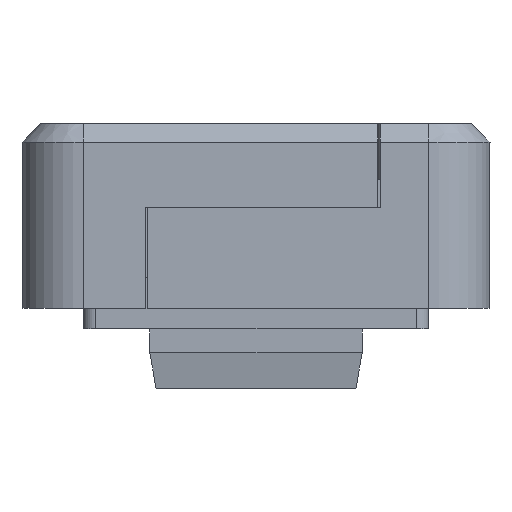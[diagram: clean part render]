
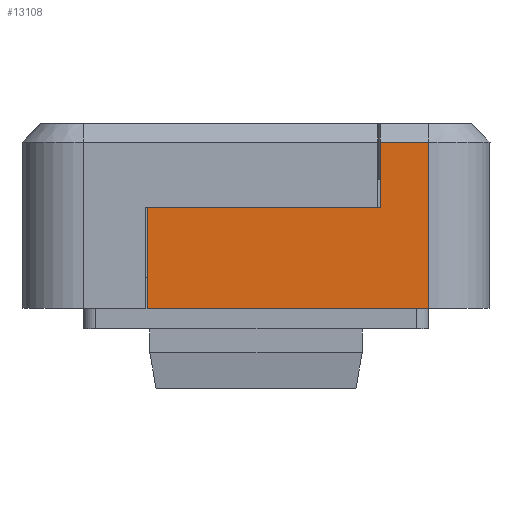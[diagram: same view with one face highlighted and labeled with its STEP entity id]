
A CAD part, left-side view. The second image highlights one B-rep face of the part: STEP entity #13108.
In plain terms, the highlighted planar face has unit normal (-1, 0, 0).
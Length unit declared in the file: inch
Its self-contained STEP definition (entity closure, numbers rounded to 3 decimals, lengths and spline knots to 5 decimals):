
#35 = EDGE_LOOP ( 'NONE', ( #14466, #1958, #14695, #8971, #4003, #8230 ) ) ;
#623 = CARTESIAN_POINT ( 'NONE',  ( 0., -1.49606, -0.59055 ) ) ;
#1715 = CARTESIAN_POINT ( 'NONE',  ( 0., 0.4252, -0.26772 ) ) ;
#1858 = VERTEX_POINT ( 'NONE', #8585 ) ;
#1958 = ORIENTED_EDGE ( 'NONE', *, *, #4475, .T. ) ;
#2029 = VECTOR ( 'NONE', #8896, 39.37008 ) ;
#2806 = CARTESIAN_POINT ( 'NONE',  ( 0., -1.29714, -0.05906 ) ) ;
#2985 = VECTOR ( 'NONE', #7471, 39.37008 ) ;
#3108 = LINE ( 'NONE', #2806, #13058 ) ;
#3860 = CARTESIAN_POINT ( 'NONE',  ( 0., -1.29921, -0.59055 ) ) ;
#3878 = LINE ( 'NONE', #5217, #4036 ) ;
#4003 = ORIENTED_EDGE ( 'NONE', *, *, #4356, .T. ) ;
#4036 = VECTOR ( 'NONE', #5060, 39.37008 ) ;
#4055 = CARTESIAN_POINT ( 'NONE',  ( 0., -1.29921, -0.05906 ) ) ;
#4356 = EDGE_CURVE ( 'NONE', #8669, #5512, #14376, .T. ) ;
#4413 = CARTESIAN_POINT ( 'NONE',  ( 0., -1.29921, -0.59055 ) ) ;
#4475 = EDGE_CURVE ( 'NONE', #6303, #7408, #5600, .T. ) ;
#4595 = EDGE_CURVE ( 'NONE', #13224, #6303, #9257, .T. ) ;
#4844 = CARTESIAN_POINT ( 'NONE',  ( 0., -1.49606, -0.59055 ) ) ;
#4984 = EDGE_CURVE ( 'NONE', #1858, #8669, #11747, .T. ) ;
#5060 = DIRECTION ( 'NONE',  ( 0., 0., -1. ) ) ;
#5181 = DIRECTION ( 'NONE',  ( -1., 0., 0. ) ) ;
#5217 = CARTESIAN_POINT ( 'NONE',  ( 0., -0.40157, -0.59055 ) ) ;
#5512 = VERTEX_POINT ( 'NONE', #13137 ) ;
#5600 = LINE ( 'NONE', #4413, #2029 ) ;
#6109 = DIRECTION ( 'NONE',  ( 0., -1., 0. ) ) ;
#6303 = VERTEX_POINT ( 'NONE', #3860 ) ;
#7149 = CARTESIAN_POINT ( 'NONE',  ( 0., -1.14567, -0.26772 ) ) ;
#7408 = VERTEX_POINT ( 'NONE', #4055 ) ;
#7471 = DIRECTION ( 'NONE',  ( 0., 1., 0. ) ) ;
#8230 = ORIENTED_EDGE ( 'NONE', *, *, #10948, .T. ) ;
#8261 = CARTESIAN_POINT ( 'NONE',  ( 0., -1.14567, -0.12402 ) ) ;
#8484 = DIRECTION ( 'NONE',  ( 0., -1., 0. ) ) ;
#8585 = CARTESIAN_POINT ( 'NONE',  ( 0., -1.14567, -0.05906 ) ) ;
#8669 = VERTEX_POINT ( 'NONE', #7149 ) ;
#8896 = DIRECTION ( 'NONE',  ( 0., 0., 1. ) ) ;
#8960 = VECTOR ( 'NONE', #6109, 39.37008 ) ;
#8971 = ORIENTED_EDGE ( 'NONE', *, *, #4984, .T. ) ;
#9141 = CARTESIAN_POINT ( 'NONE',  ( 0., -0.40157, -0.59055 ) ) ;
#9257 = LINE ( 'NONE', #4844, #8960 ) ;
#10480 = DIRECTION ( 'NONE',  ( 0., 0., -1. ) ) ;
#10835 = EDGE_CURVE ( 'NONE', #1858, #7408, #3108, .T. ) ;
#10840 = FACE_OUTER_BOUND ( 'NONE', #35, .T. ) ;
#10948 = EDGE_CURVE ( 'NONE', #5512, #13224, #3878, .T. ) ;
#11747 = LINE ( 'NONE', #8261, #14163 ) ;
#12862 = AXIS2_PLACEMENT_3D ( 'NONE', #623, #5181, #14329 ) ;
#13058 = VECTOR ( 'NONE', #8484, 39.37008 ) ;
#13108 = ADVANCED_FACE ( 'NONE', ( #10840 ), #13293, .T. ) ;
#13137 = CARTESIAN_POINT ( 'NONE',  ( 0., -0.40157, -0.26772 ) ) ;
#13224 = VERTEX_POINT ( 'NONE', #9141 ) ;
#13293 = PLANE ( 'NONE',  #12862 ) ;
#14163 = VECTOR ( 'NONE', #10480, 39.37008 ) ;
#14329 = DIRECTION ( 'NONE',  ( 0., 0., -1. ) ) ;
#14376 = LINE ( 'NONE', #1715, #2985 ) ;
#14466 = ORIENTED_EDGE ( 'NONE', *, *, #4595, .T. ) ;
#14695 = ORIENTED_EDGE ( 'NONE', *, *, #10835, .F. ) ;
